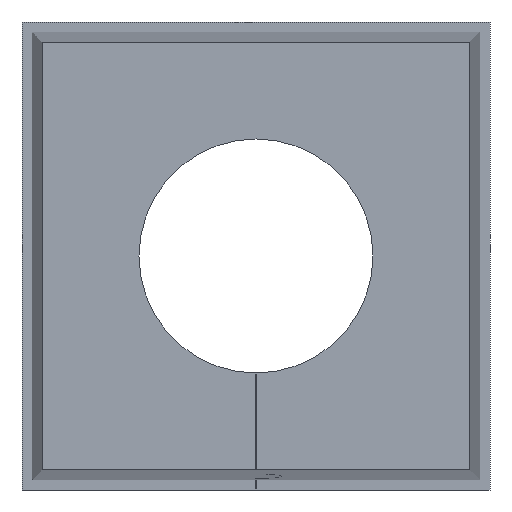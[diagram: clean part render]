
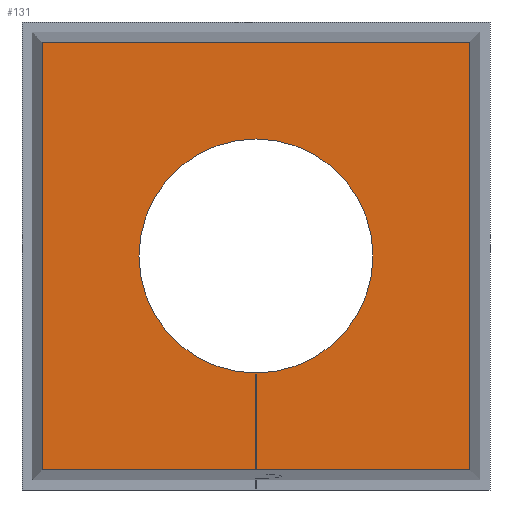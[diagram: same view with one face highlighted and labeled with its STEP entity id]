
A CAD part, front view. The second image highlights one B-rep face of the part: STEP entity #131.
In plain terms, the highlighted planar face has unit normal (0, -1, 0).
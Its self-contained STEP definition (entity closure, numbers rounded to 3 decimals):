
#3 = DIRECTION ( 'NONE',  ( 1., 0., 0. ) ) ;
#14 = AXIS2_PLACEMENT_3D ( 'NONE', #610, #444, #185 ) ;
#27 = VERTEX_POINT ( 'NONE', #410 ) ;
#57 = CIRCLE ( 'NONE', #310, 11.5 ) ;
#63 = ORIENTED_EDGE ( 'NONE', *, *, #602, .T. ) ;
#86 = VERTEX_POINT ( 'NONE', #496 ) ;
#93 = LINE ( 'NONE', #644, #351 ) ;
#120 = FACE_OUTER_BOUND ( 'NONE', #743, .T. ) ;
#131 = ADVANCED_FACE ( 'NONE', ( #120 ), #565, .F. ) ;
#137 = DIRECTION ( 'NONE',  ( 0., 0., 1. ) ) ;
#159 = AXIS2_PLACEMENT_3D ( 'NONE', #561, #737, #3 ) ;
#166 = EDGE_CURVE ( 'NONE', #793, #342, #522, .T. ) ;
#185 = DIRECTION ( 'NONE',  ( -1., 0., 0. ) ) ;
#197 = CARTESIAN_POINT ( 'NONE',  ( 20.994, -14.5, -20.994 ) ) ;
#206 = CARTESIAN_POINT ( 'NONE',  ( 22., -14.5, -20.994 ) ) ;
#216 = CARTESIAN_POINT ( 'NONE',  ( 0., -14.5, 0. ) ) ;
#228 = LINE ( 'NONE', #486, #231 ) ;
#230 = DIRECTION ( 'NONE',  ( -1., 0., 0. ) ) ;
#231 = VECTOR ( 'NONE', #589, 1000. ) ;
#235 = ORIENTED_EDGE ( 'NONE', *, *, #252, .F. ) ;
#237 = EDGE_CURVE ( 'NONE', #707, #577, #93, .T. ) ;
#252 = EDGE_CURVE ( 'NONE', #497, #739, #755, .T. ) ;
#257 = DIRECTION ( 'NONE',  ( -1., 0., 0. ) ) ;
#276 = LINE ( 'NONE', #389, #411 ) ;
#281 = DIRECTION ( 'NONE',  ( 0., 1., 0. ) ) ;
#291 = LINE ( 'NONE', #463, #688 ) ;
#299 = CARTESIAN_POINT ( 'NONE',  ( 20.994, -14.5, 20.994 ) ) ;
#310 = AXIS2_PLACEMENT_3D ( 'NONE', #216, #458, #230 ) ;
#339 = DIRECTION ( 'NONE',  ( 0., 0., 1. ) ) ;
#341 = DIRECTION ( 'NONE',  ( -1., 0., 0. ) ) ;
#342 = VERTEX_POINT ( 'NONE', #415 ) ;
#344 = LINE ( 'NONE', #772, #445 ) ;
#351 = VECTOR ( 'NONE', #580, 1000. ) ;
#370 = CIRCLE ( 'NONE', #14, 11.5 ) ;
#379 = ORIENTED_EDGE ( 'NONE', *, *, #237, .F. ) ;
#384 = EDGE_CURVE ( 'NONE', #665, #707, #228, .T. ) ;
#389 = CARTESIAN_POINT ( 'NONE',  ( -0.005, -14.5, -11.5 ) ) ;
#393 = VECTOR ( 'NONE', #257, 1000. ) ;
#410 = CARTESIAN_POINT ( 'NONE',  ( 11.5, -14.5, 0. ) ) ;
#411 = VECTOR ( 'NONE', #339, 1000. ) ;
#415 = CARTESIAN_POINT ( 'NONE',  ( -11.5, -14.5, 0. ) ) ;
#420 = ORIENTED_EDGE ( 'NONE', *, *, #166, .T. ) ;
#425 = CARTESIAN_POINT ( 'NONE',  ( 0.005, -14.5, -11.5 ) ) ;
#430 = CARTESIAN_POINT ( 'NONE',  ( -20.994, -14.5, -20.994 ) ) ;
#444 = DIRECTION ( 'NONE',  ( 0., 1., 0. ) ) ;
#445 = VECTOR ( 'NONE', #779, 1000. ) ;
#449 = DIRECTION ( 'NONE',  ( -1., 0., 0. ) ) ;
#452 = EDGE_CURVE ( 'NONE', #577, #86, #490, .T. ) ;
#458 = DIRECTION ( 'NONE',  ( 0., 1., 0. ) ) ;
#463 = CARTESIAN_POINT ( 'NONE',  ( -20.994, -14.5, -22. ) ) ;
#486 = CARTESIAN_POINT ( 'NONE',  ( -22., -14.5, 20.994 ) ) ;
#490 = LINE ( 'NONE', #732, #393 ) ;
#496 = CARTESIAN_POINT ( 'NONE',  ( 0.005, -14.5, -20.994 ) ) ;
#497 = VERTEX_POINT ( 'NONE', #749 ) ;
#501 = ORIENTED_EDGE ( 'NONE', *, *, #503, .T. ) ;
#503 = EDGE_CURVE ( 'NONE', #342, #27, #370, .T. ) ;
#520 = CARTESIAN_POINT ( 'NONE',  ( 0., -14.5, 0. ) ) ;
#522 = CIRCLE ( 'NONE', #723, 11.5 ) ;
#561 = CARTESIAN_POINT ( 'NONE',  ( 0., -14.5, 0. ) ) ;
#565 = PLANE ( 'NONE',  #159 ) ;
#569 = ORIENTED_EDGE ( 'NONE', *, *, #630, .F. ) ;
#577 = VERTEX_POINT ( 'NONE', #197 ) ;
#579 = CARTESIAN_POINT ( 'NONE',  ( -20.994, -14.5, 20.994 ) ) ;
#580 = DIRECTION ( 'NONE',  ( 0., 0., -1. ) ) ;
#589 = DIRECTION ( 'NONE',  ( 1., 0., 0. ) ) ;
#602 = EDGE_CURVE ( 'NONE', #748, #86, #344, .T. ) ;
#610 = CARTESIAN_POINT ( 'NONE',  ( 0., -14.5, 0. ) ) ;
#630 = EDGE_CURVE ( 'NONE', #739, #665, #291, .T. ) ;
#644 = CARTESIAN_POINT ( 'NONE',  ( 20.994, -14.5, 22. ) ) ;
#654 = ORIENTED_EDGE ( 'NONE', *, *, #672, .T. ) ;
#665 = VERTEX_POINT ( 'NONE', #579 ) ;
#672 = EDGE_CURVE ( 'NONE', #27, #748, #57, .T. ) ;
#675 = CARTESIAN_POINT ( 'NONE',  ( -0.005, -14.5, -11.5 ) ) ;
#681 = EDGE_CURVE ( 'NONE', #497, #793, #276, .T. ) ;
#688 = VECTOR ( 'NONE', #137, 1000. ) ;
#694 = ORIENTED_EDGE ( 'NONE', *, *, #452, .F. ) ;
#707 = VERTEX_POINT ( 'NONE', #299 ) ;
#722 = ORIENTED_EDGE ( 'NONE', *, *, #681, .T. ) ;
#723 = AXIS2_PLACEMENT_3D ( 'NONE', #520, #281, #341 ) ;
#732 = CARTESIAN_POINT ( 'NONE',  ( 22., -14.5, -20.994 ) ) ;
#737 = DIRECTION ( 'NONE',  ( 0., 1., 0. ) ) ;
#739 = VERTEX_POINT ( 'NONE', #430 ) ;
#743 = EDGE_LOOP ( 'NONE', ( #722, #420, #501, #654, #63, #694, #379, #806, #569, #235 ) ) ;
#745 = VECTOR ( 'NONE', #449, 1000. ) ;
#748 = VERTEX_POINT ( 'NONE', #425 ) ;
#749 = CARTESIAN_POINT ( 'NONE',  ( -0.005, -14.5, -20.994 ) ) ;
#755 = LINE ( 'NONE', #206, #745 ) ;
#772 = CARTESIAN_POINT ( 'NONE',  ( 0.005, -14.5, -11.5 ) ) ;
#779 = DIRECTION ( 'NONE',  ( 0., 0., -1. ) ) ;
#793 = VERTEX_POINT ( 'NONE', #675 ) ;
#806 = ORIENTED_EDGE ( 'NONE', *, *, #384, .F. ) ;
